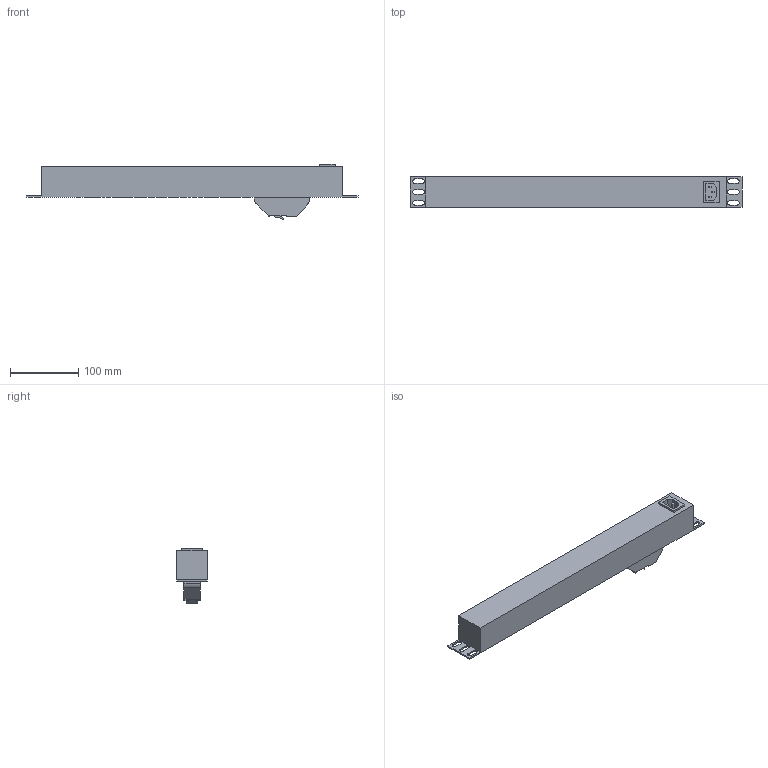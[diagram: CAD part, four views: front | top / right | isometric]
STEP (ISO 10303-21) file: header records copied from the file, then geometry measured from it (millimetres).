
FILE_DESCRIPTION (( 'STEP AP203' ), '1' );
FILE_NAME ('PH21-6D3 ITK PDU 6 ðîç. íåì. ñò. ñ àâòîì.10À 1U, âõ.Ñ14 áåç êàá. ÷åð..STEP', '2016-09-21T12:12:04', ( '' ), ( '' ), 'SwSTEP 2.0', 'SolidWorks 2014', '' );
FILE_SCHEMA (( 'CONFIG_CONTROL_DESIGN' ));
Length unit declared in the file: millimetre
Products named in the file (1): PH21-6D3 ITK PDU 6 ðîç. íåì. ñò. ñ àâòîì.10À 1U, âõ.Ñ14 áåç êàá. ÷åð.
Bounding box: 487 x 44.45 x 80.86 mm (x, y, z)
Volume: 805104.7 mm3; surface area: 109500.5 mm2
Topology: 1 solids, 1 shells, 334 faces, 919 edges, 612 vertices
Faces by surface type: plane 248, cylinder 86
Full cylindrical faces by diameter (mm): 5.5 x12, 39 x6
Entity records: 10570 total; most frequent: CARTESIAN_POINT 1872, ORIENTED_EDGE 1790, DIRECTION 1779, EDGE_CURVE 895, VECTOR 657, LINE 657, VERTEX_POINT 606, AXIS2_PLACEMENT_3D 561
